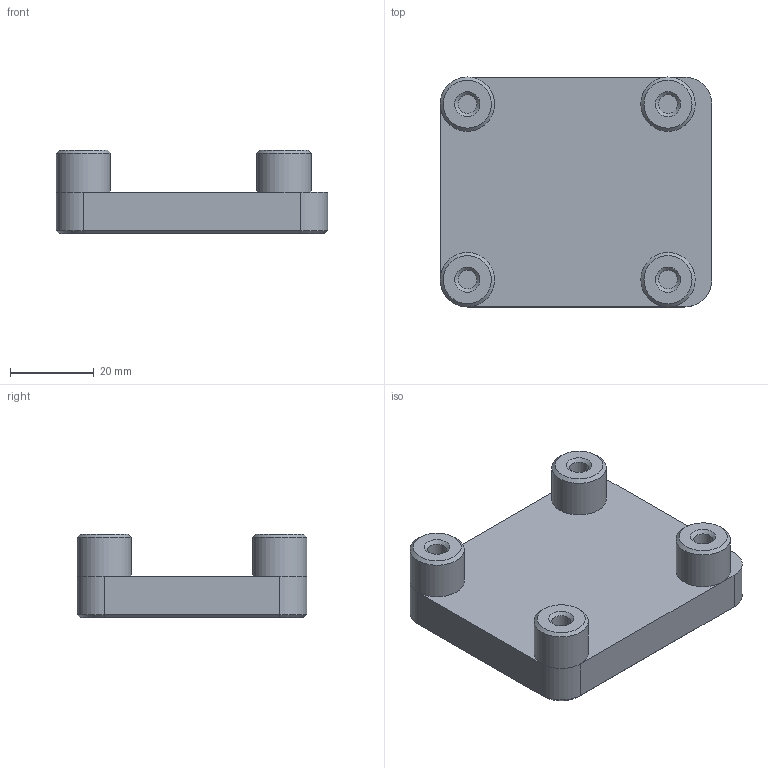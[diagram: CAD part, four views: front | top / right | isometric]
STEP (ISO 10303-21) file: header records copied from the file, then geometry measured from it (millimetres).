
FILE_DESCRIPTION(('FreeCAD Model'),'2;1');
FILE_NAME('Open CASCADE Shape Model','2023-09-21T09:51:09',('Author'),( ''),'Open CASCADE STEP processor 7.6','FreeCAD','Unknown');
FILE_SCHEMA(('AUTOMOTIVE_DESIGN { 1 0 10303 214 1 1 1 1 }'));
Length unit declared in the file: millimetre
Products named in the file (2): u2d2_adapter; Body009
Assembly tree (1 placements, depth 2):
  u2d2_adapter
    Body009
Bounding box: 65 x 55 x 20 mm (x, y, z)
Volume: 39703.2 mm3; surface area: 11554.1 mm2
Topology: 1 solids, 1 shells, 48 faces, 96 edges, 56 vertices
Faces by surface type: plane 20, cylinder 14, cone 14
Full cylindrical faces by diameter (mm): 4.5 x6, 13 x4
Entity records: 1278 total; most frequent: DIRECTION 242, CARTESIAN_POINT 202, ORIENTED_EDGE 192, AXIS2_PLACEMENT_3D 96, EDGE_CURVE 96, FACE_BOUND 56, EDGE_LOOP 56, VERTEX_POINT 56
